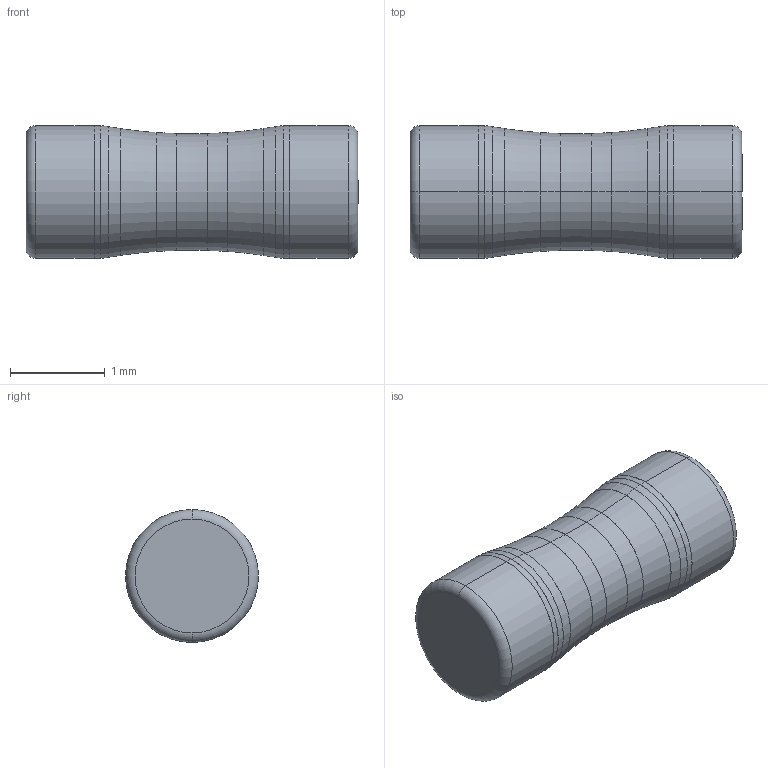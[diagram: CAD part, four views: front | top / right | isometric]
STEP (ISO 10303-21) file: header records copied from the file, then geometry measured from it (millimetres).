
FILE_DESCRIPTION((''),'2;1');
FILE_NAME('RES-SMD','2022-07-06T21:58:01',('win10'),(''),'CREO PARAMETRIC BY PTC INC, 2020033','CREO PARAMETRIC BY PTC INC, 2020033','');
FILE_SCHEMA(('CONFIG_CONTROL_DESIGN','GEOMETRIC_VALIDATION_PROPERTIES_MIM'));
Length unit declared in the file: millimetre
Products named in the file (1): RES-SMD
Bounding box: 3.5 x 1.4 x 1.4 mm (x, y, z)
Volume: 4.9 mm3; surface area: 17.5 mm2
Topology: 1 solids, 1 shells, 194 faces, 481 edges, 318 vertices
Faces by surface type: plane 89, extrusion 73, torus 18, bspline 8, cylinder 6
Entity records: 8133 total; most frequent: CARTESIAN_POINT 2078, ORIENTED_EDGE 962, DIRECTION 716, EDGE_CURVE 481, VECTOR 326, VERTEX_POINT 318, PRESENTATION_STYLE_ASSIGNMENT 267, STYLED_ITEM 267
